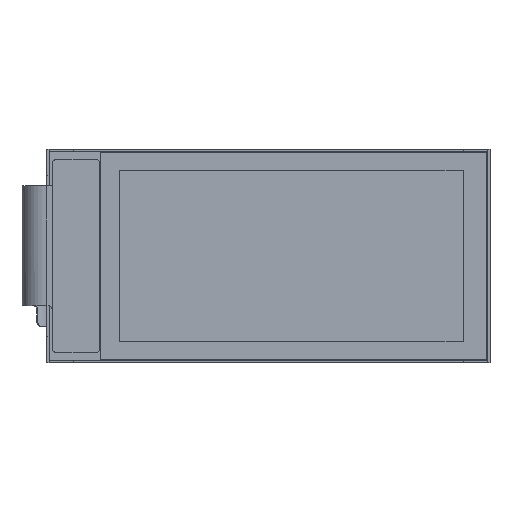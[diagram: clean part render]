
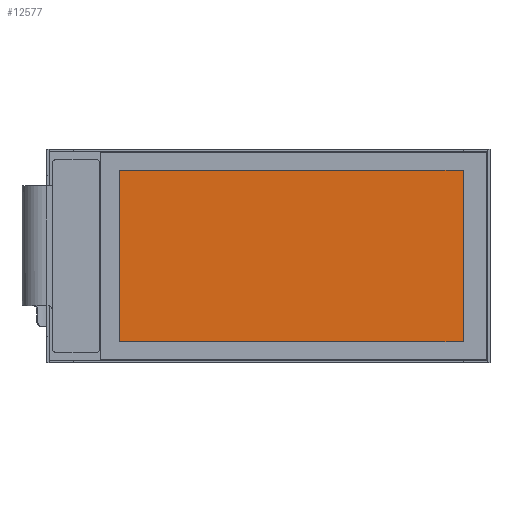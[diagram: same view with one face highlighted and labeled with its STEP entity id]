
A CAD part, top view. The second image highlights one B-rep face of the part: STEP entity #12577.
In plain terms, the highlighted planar face has unit normal (0, 0, 1).
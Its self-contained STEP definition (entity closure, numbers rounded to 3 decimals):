
#807=LINE('',#19181,#1445);
#809=LINE('',#19185,#1447);
#811=LINE('',#19189,#1449);
#813=LINE('',#19193,#1451);
#1445=VECTOR('',#14737,1000.);
#1447=VECTOR('',#14741,1000.);
#1449=VECTOR('',#14745,1000.);
#1451=VECTOR('',#14749,1000.);
#3250=ORIENTED_EDGE('',*,*,#5080,.F.);
#3251=ORIENTED_EDGE('',*,*,#5086,.F.);
#3252=ORIENTED_EDGE('',*,*,#5084,.F.);
#3253=ORIENTED_EDGE('',*,*,#5082,.F.);
#5080=EDGE_CURVE('',#6113,#6114,#807,.T.);
#5082=EDGE_CURVE('',#6114,#6115,#809,.T.);
#5084=EDGE_CURVE('',#6115,#6116,#811,.T.);
#5086=EDGE_CURVE('',#6116,#6113,#813,.T.);
#6113=VERTEX_POINT('',#19180);
#6114=VERTEX_POINT('',#19182);
#6115=VERTEX_POINT('',#19186);
#6116=VERTEX_POINT('',#19190);
#7265=EDGE_LOOP('',(#3250,#3251,#3252,#3253));
#7880=FACE_BOUND('',#7265,.T.);
#8326=PLANE('',#13252);
#12577=ADVANCED_FACE('',(#7880),#8326,.F.);
#13252=AXIS2_PLACEMENT_3D('',#19194,#14750,#14751);
#14737=DIRECTION('',(0.,1.,0.));
#14741=DIRECTION('',(1.,0.,0.));
#14745=DIRECTION('',(0.,-1.,0.));
#14749=DIRECTION('',(-1.,0.,0.));
#14750=DIRECTION('',(0.,0.,-1.));
#14751=DIRECTION('',(-1.,0.,0.));
#19180=CARTESIAN_POINT('',(-9.417,-5.4,1.092));
#19181=CARTESIAN_POINT('',(-9.417,-5.4,1.092));
#19182=CARTESIAN_POINT('',(-9.417,5.4,1.092));
#19185=CARTESIAN_POINT('',(-9.417,5.4,1.092));
#19186=CARTESIAN_POINT('',(12.283,5.4,1.092));
#19189=CARTESIAN_POINT('',(12.283,5.4,1.092));
#19190=CARTESIAN_POINT('',(12.283,-5.4,1.092));
#19193=CARTESIAN_POINT('',(12.283,-5.4,1.092));
#19194=CARTESIAN_POINT('',(0.,0.,1.092));
